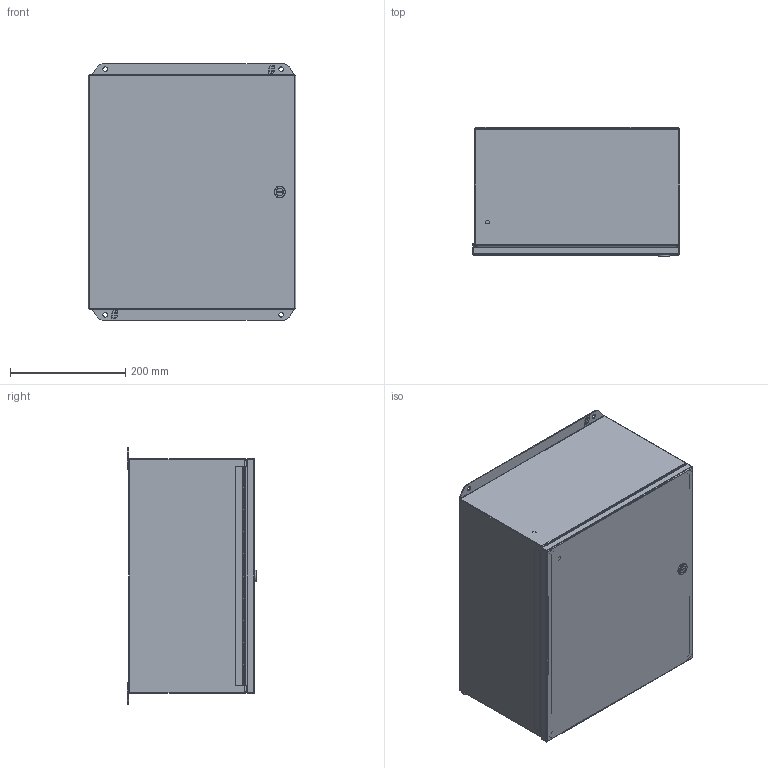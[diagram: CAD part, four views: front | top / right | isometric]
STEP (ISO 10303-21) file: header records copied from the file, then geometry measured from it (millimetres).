
FILE_DESCRIPTION (( 'STEP AP203' ), '1' );
FILE_NAME ('EJ16148SS_Default.step', '2019-11-13T20:07:40', ( '' ), ( '' ), 'SwSTEP 2.0', 'SolidWorks 2019', '' );
FILE_SCHEMA (( 'CONFIG_CONTROL_DESIGN' ));
Length unit declared in the file: inch
Products named in the file (1): EJ16148SS_Default
Bounding box: 359.79 x 223.66 x 444.5 mm (x, y, z)
Volume: 1304466.3 mm3; surface area: 1703263.3 mm2
Topology: 16 solids, 17 shells, 784 faces, 2024 edges, 1281 vertices
Faces by surface type: plane 434, cylinder 254, bspline 60, cone 36
Entity records: 27071 total; most frequent: CARTESIAN_POINT 8002, ORIENTED_EDGE 4024, DIRECTION 3822, EDGE_CURVE 2012, LINE 1372, VECTOR 1372, VERTEX_POINT 1281, AXIS2_PLACEMENT_3D 1225
